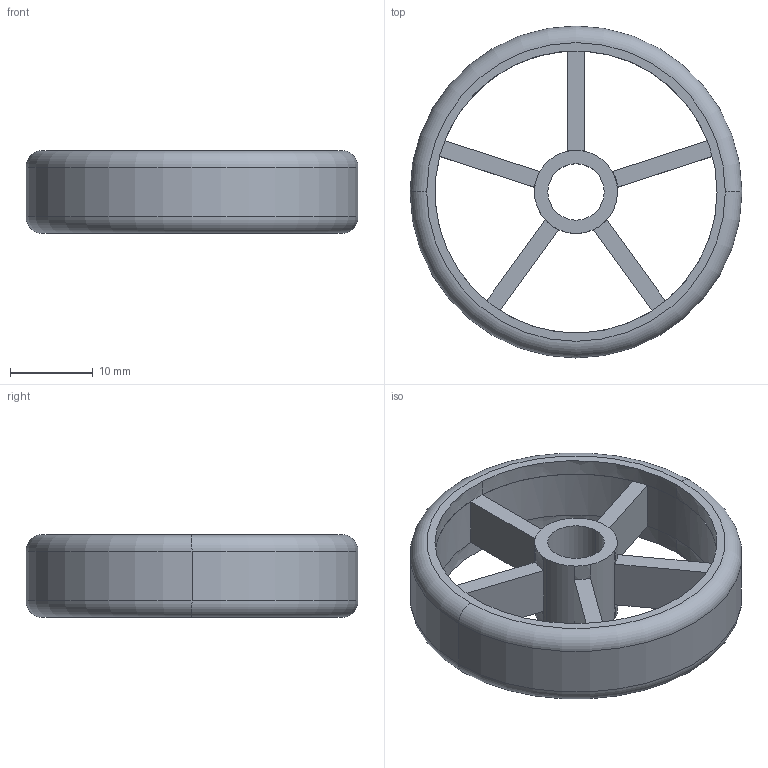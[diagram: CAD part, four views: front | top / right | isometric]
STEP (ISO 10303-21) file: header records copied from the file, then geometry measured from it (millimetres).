
FILE_DESCRIPTION (( 'STEP AP203' ), '1' );
FILE_NAME ('Wheel_Default_sldprt.STEP', '2021-06-21T10:54:02', ( '' ), ( '' ), 'SwSTEP 2.0', 'SolidWorks 2018', '' );
FILE_SCHEMA (( 'CONFIG_CONTROL_DESIGN' ));
Length unit declared in the file: millimetre
Products named in the file (1): Wheel_Default_sldprt
Bounding box: 40 x 40 x 10 mm (x, y, z)
Volume: 4409.3 mm3; surface area: 4263.8 mm2
Topology: 1 solids, 1 shells, 75 faces, 165 edges, 84 vertices
Faces by surface type: plane 41, cylinder 16, bspline 14, torus 4
Entity records: 2379 total; most frequent: CARTESIAN_POINT 709, DIRECTION 350, ORIENTED_EDGE 330, EDGE_CURVE 165, AXIS2_PLACEMENT_3D 141, VERTEX_POINT 84, EDGE_LOOP 79, CIRCLE 79
